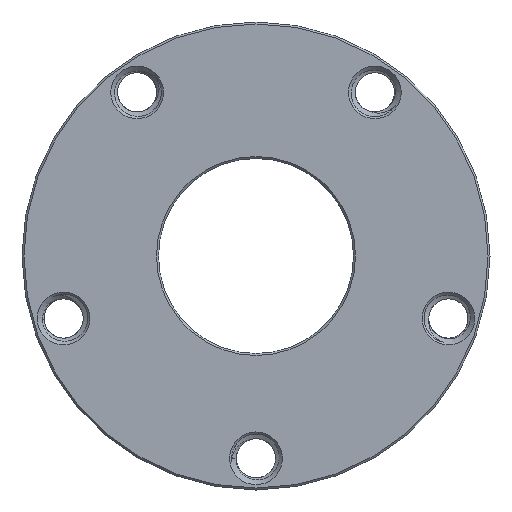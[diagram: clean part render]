
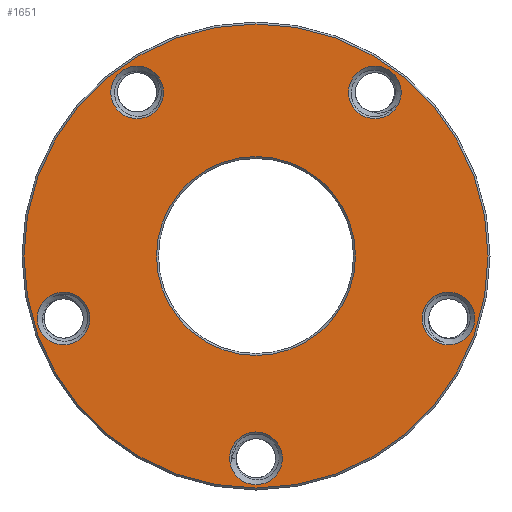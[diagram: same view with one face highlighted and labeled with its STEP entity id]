
A CAD part, front view. The second image highlights one B-rep face of the part: STEP entity #1651.
In plain terms, the highlighted planar face has unit normal (0, -1, 0).
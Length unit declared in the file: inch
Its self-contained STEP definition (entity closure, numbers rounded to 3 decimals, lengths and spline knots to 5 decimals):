
#32=FACE_BOUND('',#235,.T.);
#33=FACE_BOUND('',#236,.T.);
#34=FACE_BOUND('',#237,.T.);
#35=FACE_BOUND('',#238,.T.);
#36=FACE_BOUND('',#239,.T.);
#37=FACE_BOUND('',#240,.T.);
#41=PLANE('',#1791);
#136=FACE_OUTER_BOUND('',#234,.T.);
#234=EDGE_LOOP('',(#1400));
#235=EDGE_LOOP('',(#1401));
#236=EDGE_LOOP('',(#1402));
#237=EDGE_LOOP('',(#1403));
#238=EDGE_LOOP('',(#1404));
#239=EDGE_LOOP('',(#1405));
#240=EDGE_LOOP('',(#1406));
#290=CIRCLE('',#1764,0.135);
#291=CIRCLE('',#1766,0.135);
#292=CIRCLE('',#1768,0.135);
#293=CIRCLE('',#1770,0.135);
#294=CIRCLE('',#1772,0.135);
#296=CIRCLE('',#1790,0.51);
#297=CIRCLE('',#1792,1.19);
#727=VERTEX_POINT('',#5436);
#729=VERTEX_POINT('',#5467);
#731=VERTEX_POINT('',#5506);
#732=VERTEX_POINT('',#5528);
#733=VERTEX_POINT('',#5548);
#739=VERTEX_POINT('',#7436);
#740=VERTEX_POINT('',#7440);
#925=EDGE_CURVE('',#727,#727,#290,.T.);
#930=EDGE_CURVE('',#729,#729,#291,.T.);
#935=EDGE_CURVE('',#731,#731,#292,.T.);
#939=EDGE_CURVE('',#732,#732,#293,.T.);
#943=EDGE_CURVE('',#733,#733,#294,.T.);
#986=EDGE_CURVE('',#739,#739,#296,.T.);
#987=EDGE_CURVE('',#740,#740,#297,.T.);
#1400=ORIENTED_EDGE('',*,*,#987,.F.);
#1401=ORIENTED_EDGE('',*,*,#925,.T.);
#1402=ORIENTED_EDGE('',*,*,#930,.T.);
#1403=ORIENTED_EDGE('',*,*,#935,.T.);
#1404=ORIENTED_EDGE('',*,*,#939,.T.);
#1405=ORIENTED_EDGE('',*,*,#943,.T.);
#1406=ORIENTED_EDGE('',*,*,#986,.F.);
#1651=ADVANCED_FACE('',(#136,#32,#33,#34,#35,#36,#37),#41,.F.);
#1764=AXIS2_PLACEMENT_3D('',#5438,#2027,#2028);
#1766=AXIS2_PLACEMENT_3D('',#5469,#2032,#2033);
#1768=AXIS2_PLACEMENT_3D('',#5508,#2037,#2038);
#1770=AXIS2_PLACEMENT_3D('',#5530,#2042,#2043);
#1772=AXIS2_PLACEMENT_3D('',#5550,#2047,#2048);
#1790=AXIS2_PLACEMENT_3D('',#7438,#2089,#2090);
#1791=AXIS2_PLACEMENT_3D('',#7439,#2091,#2092);
#1792=AXIS2_PLACEMENT_3D('',#7441,#2093,#2094);
#2027=DIRECTION('center_axis',(0.,1.,0.));
#2028=DIRECTION('ref_axis',(1.,0.,0.));
#2032=DIRECTION('center_axis',(0.,1.,0.));
#2033=DIRECTION('ref_axis',(1.,0.,0.));
#2037=DIRECTION('center_axis',(0.,1.,0.));
#2038=DIRECTION('ref_axis',(1.,0.,0.));
#2042=DIRECTION('center_axis',(0.,1.,0.));
#2043=DIRECTION('ref_axis',(1.,0.,0.));
#2047=DIRECTION('center_axis',(0.,1.,0.));
#2048=DIRECTION('ref_axis',(1.,0.,0.));
#2089=DIRECTION('center_axis',(0.,-1.,0.));
#2090=DIRECTION('ref_axis',(-1.,0.,0.));
#2091=DIRECTION('center_axis',(0.,1.,0.));
#2092=DIRECTION('ref_axis',(1.,0.,0.));
#2093=DIRECTION('center_axis',(0.,1.,0.));
#2094=DIRECTION('ref_axis',(1.,0.,0.));
#5436=CARTESIAN_POINT('',(-0.74483,0.,0.83936));
#5438=CARTESIAN_POINT('Origin',(-0.60983,0.,0.83936));
#5467=CARTESIAN_POINT('',(0.47483,0.,0.83936));
#5469=CARTESIAN_POINT('Origin',(0.60983,0.,0.83936));
#5506=CARTESIAN_POINT('',(-1.12172,0.,-0.32061));
#5508=CARTESIAN_POINT('Origin',(-0.98672,0.,-0.32061));
#5528=CARTESIAN_POINT('',(0.85172,0.,-0.32061));
#5530=CARTESIAN_POINT('Origin',(0.98672,0.,-0.32061));
#5548=CARTESIAN_POINT('',(-0.135,0.,-1.0375));
#5550=CARTESIAN_POINT('Origin',(0.,0.,-1.0375));
#7436=CARTESIAN_POINT('',(0.51,0.,0.));
#7438=CARTESIAN_POINT('Origin',(0.,0.,0.));
#7439=CARTESIAN_POINT('Origin',(0.,0.,0.));
#7440=CARTESIAN_POINT('',(-1.19,0.,0.));
#7441=CARTESIAN_POINT('Origin',(0.,0.,0.));
